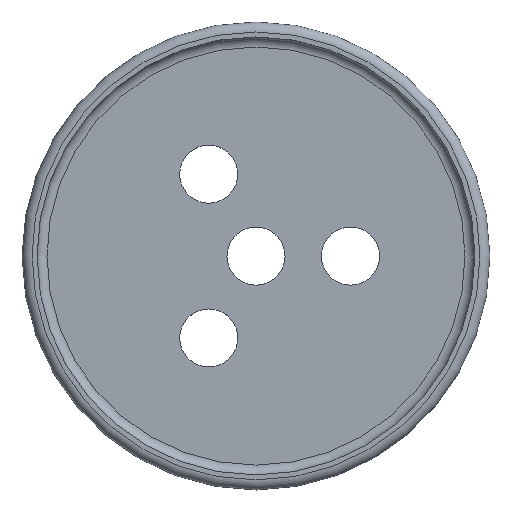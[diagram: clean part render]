
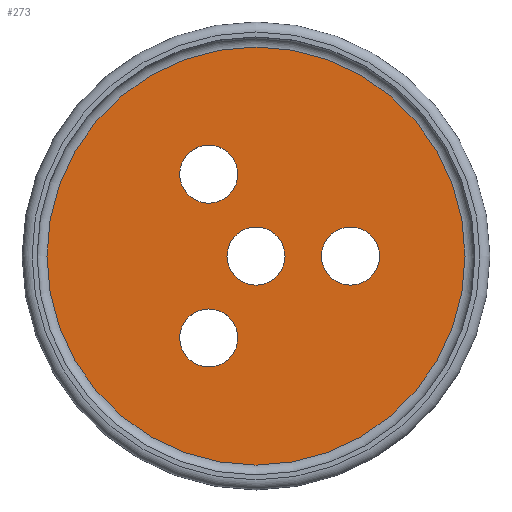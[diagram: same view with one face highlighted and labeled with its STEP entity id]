
A CAD part, top view. The second image highlights one B-rep face of the part: STEP entity #273.
In plain terms, the highlighted planar face has unit normal (0, 0, 1).
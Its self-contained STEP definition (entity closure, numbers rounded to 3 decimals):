
#24=FACE_BOUND('',#71,.T.);
#25=FACE_BOUND('',#72,.T.);
#26=FACE_BOUND('',#73,.T.);
#27=FACE_BOUND('',#74,.T.);
#32=PLANE('',#324);
#47=FACE_OUTER_BOUND('',#70,.T.);
#70=EDGE_LOOP('',(#229));
#71=EDGE_LOOP('',(#230));
#72=EDGE_LOOP('',(#231));
#73=EDGE_LOOP('',(#232));
#74=EDGE_LOOP('',(#233));
#102=CIRCLE('',#296,5.834);
#104=CIRCLE('',#299,5.834);
#106=CIRCLE('',#302,5.834);
#108=CIRCLE('',#305,5.834);
#115=CIRCLE('',#318,42.);
#128=VERTEX_POINT('',#441);
#130=VERTEX_POINT('',#447);
#132=VERTEX_POINT('',#453);
#134=VERTEX_POINT('',#459);
#140=VERTEX_POINT('',#481);
#151=EDGE_CURVE('',#128,#128,#102,.T.);
#154=EDGE_CURVE('',#130,#130,#104,.T.);
#157=EDGE_CURVE('',#132,#132,#106,.T.);
#160=EDGE_CURVE('',#134,#134,#108,.T.);
#169=EDGE_CURVE('',#140,#140,#115,.T.);
#229=ORIENTED_EDGE('',*,*,#169,.F.);
#230=ORIENTED_EDGE('',*,*,#151,.T.);
#231=ORIENTED_EDGE('',*,*,#154,.T.);
#232=ORIENTED_EDGE('',*,*,#157,.T.);
#233=ORIENTED_EDGE('',*,*,#160,.T.);
#273=ADVANCED_FACE('',(#47,#24,#25,#26,#27),#32,.T.);
#296=AXIS2_PLACEMENT_3D('',#443,#345,#346);
#299=AXIS2_PLACEMENT_3D('',#449,#352,#353);
#302=AXIS2_PLACEMENT_3D('',#455,#359,#360);
#305=AXIS2_PLACEMENT_3D('',#461,#366,#367);
#318=AXIS2_PLACEMENT_3D('',#482,#394,#395);
#324=AXIS2_PLACEMENT_3D('',#492,#407,#408);
#345=DIRECTION('center_axis',(0.,0.,-1.));
#346=DIRECTION('ref_axis',(-1.,0.,0.));
#352=DIRECTION('center_axis',(0.,0.,-1.));
#353=DIRECTION('ref_axis',(-1.,0.,0.));
#359=DIRECTION('center_axis',(0.,0.,-1.));
#360=DIRECTION('ref_axis',(-1.,0.,0.));
#366=DIRECTION('center_axis',(0.,0.,-1.));
#367=DIRECTION('ref_axis',(-1.,0.,0.));
#394=DIRECTION('center_axis',(0.,0.,-1.));
#395=DIRECTION('ref_axis',(1.,0.,0.));
#407=DIRECTION('center_axis',(0.,0.,1.));
#408=DIRECTION('ref_axis',(1.,0.,0.));
#441=CARTESIAN_POINT('',(-3.666,-16.454,-108.5));
#443=CARTESIAN_POINT('Origin',(-9.5,-16.454,-108.5));
#447=CARTESIAN_POINT('',(-3.666,16.454,-108.5));
#449=CARTESIAN_POINT('Origin',(-9.5,16.454,-108.5));
#453=CARTESIAN_POINT('',(24.834,0.,-108.5));
#455=CARTESIAN_POINT('Origin',(19.,0.,-108.5));
#459=CARTESIAN_POINT('',(5.834,0.,-108.5));
#461=CARTESIAN_POINT('Origin',(0.,0.,
-108.5));
#481=CARTESIAN_POINT('',(42.,0.,-108.5));
#482=CARTESIAN_POINT('Origin',(0.,0.,-108.5));
#492=CARTESIAN_POINT('Origin',(0.,0.,-108.5));
